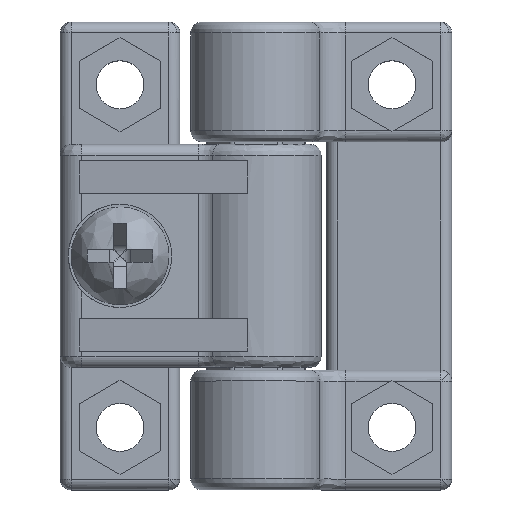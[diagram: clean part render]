
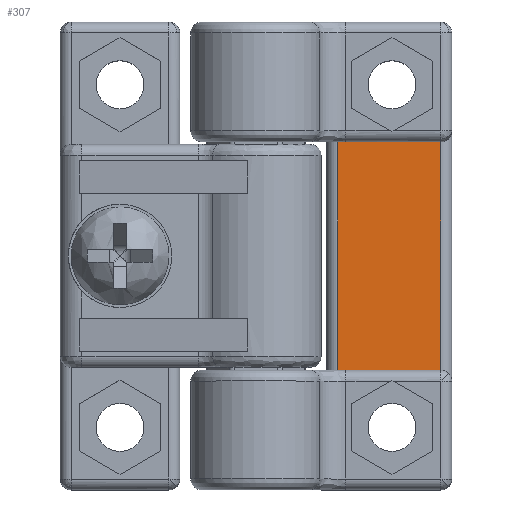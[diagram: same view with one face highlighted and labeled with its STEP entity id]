
A CAD part, top view. The second image highlights one B-rep face of the part: STEP entity #307.
In plain terms, the highlighted face is planar.
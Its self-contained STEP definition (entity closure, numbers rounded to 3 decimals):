
#307=ADVANCED_FACE('',(#666),#5993,.T.);
#666=FACE_OUTER_BOUND('',#1029,.T.);
#1029=EDGE_LOOP('',(#1683,#1684,#1685,#1686));
#1683=ORIENTED_EDGE('',*,*,#3321,.T.);
#1684=ORIENTED_EDGE('',*,*,#3322,.T.);
#1685=ORIENTED_EDGE('',*,*,#3312,.T.);
#1686=ORIENTED_EDGE('',*,*,#3323,.T.);
#3312=EDGE_CURVE('',#5552,#5551,#4133,.T.);
#3321=EDGE_CURVE('',#5559,#5560,#4140,.T.);
#3322=EDGE_CURVE('',#5560,#5552,#4141,.T.);
#3323=EDGE_CURVE('',#5551,#5559,#4142,.T.);
#4133=B_SPLINE_CURVE_WITH_KNOTS('',1,(#10284,#10285),.UNSPECIFIED.,.F.,
 .F.,(2,2),(-9.5,0.),.UNSPECIFIED.);
#4140=B_SPLINE_CURVE_WITH_KNOTS('',1,(#10313,#10314),.UNSPECIFIED.,.F.,
 .F.,(2,2),(0.,9.5),.UNSPECIFIED.);
#4141=B_SPLINE_CURVE_WITH_KNOTS('',1,(#10315,#10316),.UNSPECIFIED.,.F.,
 .F.,(2,2),(0.,21.),.UNSPECIFIED.);
#4142=B_SPLINE_CURVE_WITH_KNOTS('',1,(#10317,#10318),.UNSPECIFIED.,.F.,
 .F.,(2,2),(0.,21.),.UNSPECIFIED.);
#5551=VERTEX_POINT('',#10041);
#5552=VERTEX_POINT('',#10042);
#5559=VERTEX_POINT('',#10049);
#5560=VERTEX_POINT('',#10050);
#5993=PLANE('',#6421);
#6421=AXIS2_PLACEMENT_3D('',#9202,#7102,$);
#7102=DIRECTION('',(0.,0.,-1.));
#9202=CARTESIAN_POINT('',(-57.943,20.969,-26.86));
#10041=CARTESIAN_POINT('',(-68.393,-2.131,-26.86));
#10042=CARTESIAN_POINT('',(-58.893,-2.131,-26.86));
#10049=CARTESIAN_POINT('',(-68.393,18.869,-26.86));
#10050=CARTESIAN_POINT('',(-58.893,18.869,-26.86));
#10284=CARTESIAN_POINT('',(-58.893,-2.131,-26.86));
#10285=CARTESIAN_POINT('',(-68.393,-2.131,-26.86));
#10313=CARTESIAN_POINT('',(-68.393,18.869,-26.86));
#10314=CARTESIAN_POINT('',(-58.893,18.869,-26.86));
#10315=CARTESIAN_POINT('',(-58.893,18.869,-26.86));
#10316=CARTESIAN_POINT('',(-58.893,-2.131,-26.86));
#10317=CARTESIAN_POINT('',(-68.393,-2.131,-26.86));
#10318=CARTESIAN_POINT('',(-68.393,18.869,-26.86));
